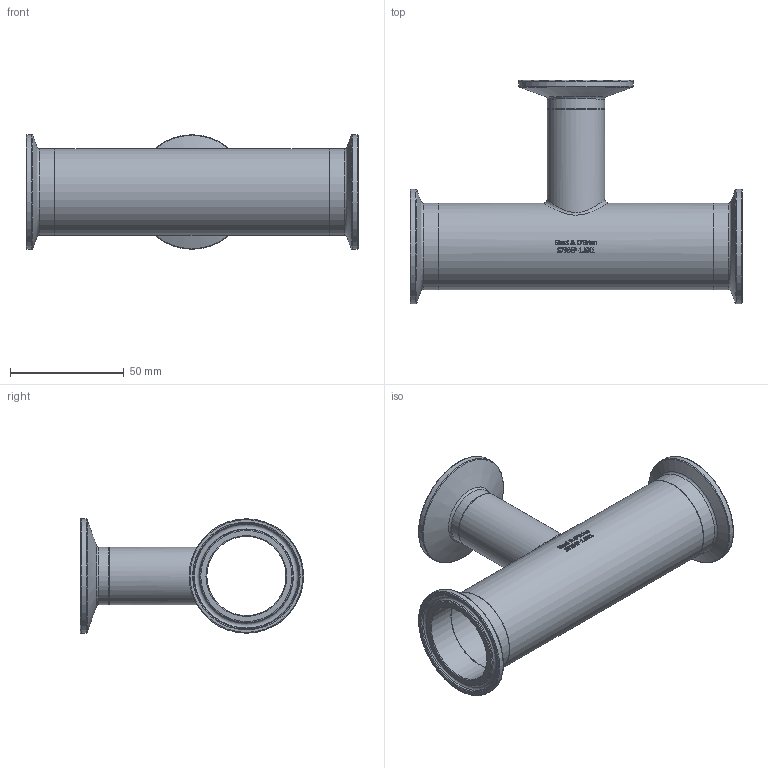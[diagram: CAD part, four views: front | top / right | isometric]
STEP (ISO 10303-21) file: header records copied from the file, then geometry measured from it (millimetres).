
FILE_DESCRIPTION(/* description */ (''),/* implementation_level */ '2;1');
FILE_NAME(/* name */ 'S7RMP-1.5X1.stp',/* time_stamp */ '2018-11-29T15:49:13-05:00',/* author */ ('ken'),/* organization */ (''),/* preprocessor_version */ 'ST-DEVELOPER v15.2',/* originating_system */ 'Autodesk Inventor 2014',/* authorisation */ '');
FILE_SCHEMA (('AUTOMOTIVE_DESIGN { 1 0 10303 214 3 1 1 }'));
Length unit declared in the file: inch
Products named in the file (1): S7RMP-15X1
Bounding box: 146.05 x 98.22 x 50.39 mm (x, y, z)
Volume: 46374 mm3; surface area: 48185.7 mm2
Topology: 1 solids, 1 shells, 432 faces, 1123 edges, 737 vertices
Faces by surface type: plane 182, bspline 166, cylinder 48, torus 27, cone 9
Full cylindrical faces by diameter (mm): 22.098 x2, 25.4 x2, 34.798 x3, 38.1 x3, 50.394 x3
Entity records: 16359 total; most frequent: CARTESIAN_POINT 6780, ORIENTED_EDGE 2138, DIRECTION 1509, EDGE_CURVE 1069, VERTEX_POINT 733, EDGE_LOOP 530, AXIS2_PLACEMENT_3D 506, LINE 497
